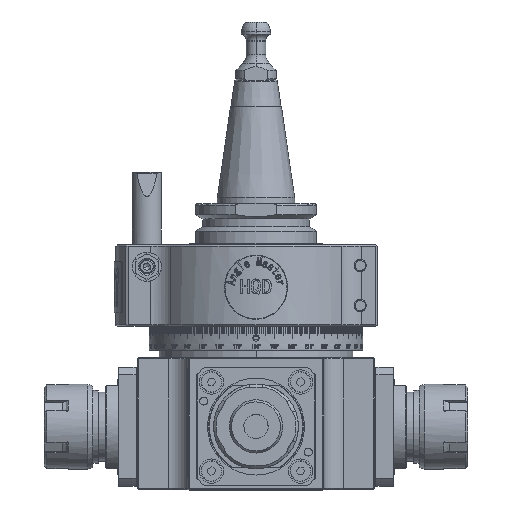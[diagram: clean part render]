
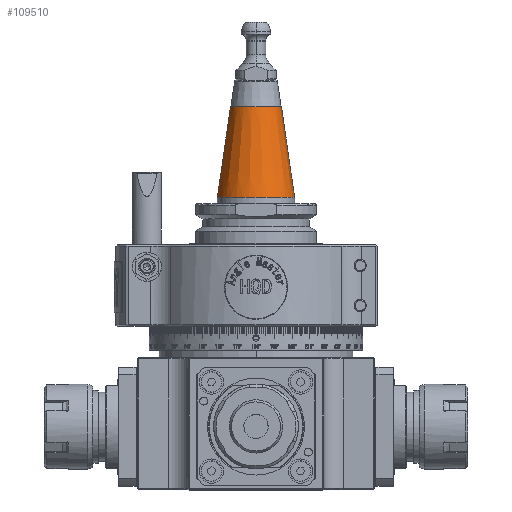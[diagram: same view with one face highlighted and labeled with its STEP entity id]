
A CAD part, top view. The second image highlights one B-rep face of the part: STEP entity #109510.
In plain terms, the highlighted conical face has half-angle 8.297 degrees and reference radius 10.509 mm.
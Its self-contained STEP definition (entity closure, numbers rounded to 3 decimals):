
#5206 = CARTESIAN_POINT ( 'NONE',  ( 0., 64.5, 0. ) ) ;
#5492 = VERTEX_POINT ( 'NONE', #111496 ) ;
#14484 = DIRECTION ( 'NONE',  ( -1., 0., 0. ) ) ;
#24032 = AXIS2_PLACEMENT_3D ( 'NONE', #5206, #40035, #59436 ) ;
#26414 = LINE ( 'NONE', #119452, #191646 ) ;
#37958 = ORIENTED_EDGE ( 'NONE', *, *, #168262, .F. ) ;
#39663 = ORIENTED_EDGE ( 'NONE', *, *, #91095, .F. ) ;
#40035 = DIRECTION ( 'NONE',  ( 0., 1., 0. ) ) ;
#42055 = AXIS2_PLACEMENT_3D ( 'NONE', #139134, #65477, #214367 ) ;
#48138 = VERTEX_POINT ( 'NONE', #166334 ) ;
#59436 = DIRECTION ( 'NONE',  ( -1., 0., 0. ) ) ;
#65477 = DIRECTION ( 'NONE',  ( 0., -1., 0. ) ) ;
#66882 = CARTESIAN_POINT ( 'NONE',  ( 10.509, 64.5, 0. ) ) ;
#74061 = CIRCLE ( 'NONE', #116790, 15.95 ) ;
#87152 = VERTEX_POINT ( 'NONE', #102373 ) ;
#91095 = EDGE_CURVE ( 'NONE', #87152, #48138, #226563, .T. ) ;
#102093 = VECTOR ( 'NONE', #177780, 1000. ) ;
#102373 = CARTESIAN_POINT ( 'NONE',  ( 10.509, 64.5, 0. ) ) ;
#102474 = EDGE_CURVE ( 'NONE', #227493, #48138, #74061, .T. ) ;
#109510 = ADVANCED_FACE ( 'NONE', ( #216718 ), #179154, .T. ) ;
#111496 = CARTESIAN_POINT ( 'NONE',  ( -10.509, 64.5, 0. ) ) ;
#116790 = AXIS2_PLACEMENT_3D ( 'NONE', #122947, #162627, #14484 ) ;
#119452 = CARTESIAN_POINT ( 'NONE',  ( -10.509, 64.5, 0. ) ) ;
#122947 = CARTESIAN_POINT ( 'NONE',  ( 0., 27.19, 0. ) ) ;
#139134 = CARTESIAN_POINT ( 'NONE',  ( 0., 64.5, 0. ) ) ;
#151807 = CARTESIAN_POINT ( 'NONE',  ( -15.95, 27.19, 0. ) ) ;
#154117 = CIRCLE ( 'NONE', #24032, 10.509 ) ;
#154690 = ORIENTED_EDGE ( 'NONE', *, *, #102474, .T. ) ;
#160808 = EDGE_LOOP ( 'NONE', ( #37958, #177286, #154690, #39663 ) ) ;
#162627 = DIRECTION ( 'NONE',  ( 0., 1., 0. ) ) ;
#166334 = CARTESIAN_POINT ( 'NONE',  ( 15.95, 27.19, 0. ) ) ;
#168262 = EDGE_CURVE ( 'NONE', #5492, #87152, #154117, .T. ) ;
#177286 = ORIENTED_EDGE ( 'NONE', *, *, #182213, .T. ) ;
#177780 = DIRECTION ( 'NONE',  ( 0.144, -0.99, 0. ) ) ;
#179154 = CONICAL_SURFACE ( 'NONE', #42055, 10.509, 0.145 ) ;
#182213 = EDGE_CURVE ( 'NONE', #5492, #227493, #26414, .T. ) ;
#191646 = VECTOR ( 'NONE', #210954, 1000. ) ;
#210954 = DIRECTION ( 'NONE',  ( -0.144, -0.99, 0. ) ) ;
#214367 = DIRECTION ( 'NONE',  ( 1., 0., 0. ) ) ;
#216718 = FACE_OUTER_BOUND ( 'NONE', #160808, .T. ) ;
#226563 = LINE ( 'NONE', #66882, #102093 ) ;
#227493 = VERTEX_POINT ( 'NONE', #151807 ) ;
